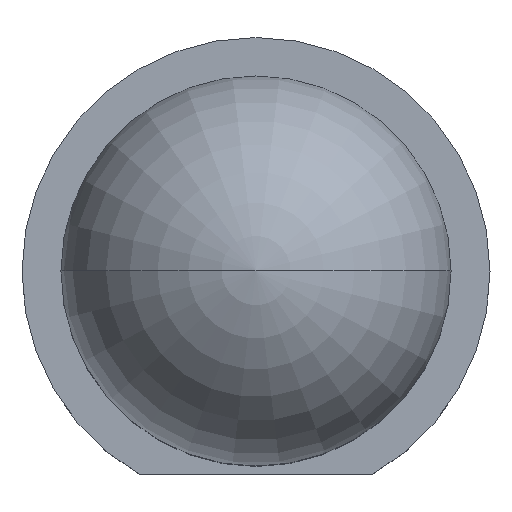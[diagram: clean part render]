
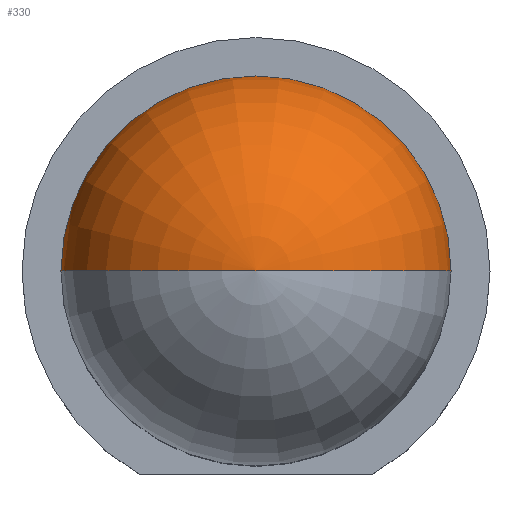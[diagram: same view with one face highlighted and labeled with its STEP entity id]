
A CAD part, top view. The second image highlights one B-rep face of the part: STEP entity #330.
In plain terms, the highlighted toroidal (fillet/blend) face has major radius 0.2 mm and minor radius 2.7 mm.
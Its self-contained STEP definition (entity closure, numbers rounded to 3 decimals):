
#50 = EDGE_LOOP ( 'NONE', ( #787, #1207, #1486 ) ) ;
#102 = FACE_OUTER_BOUND ( 'NONE', #50, .T. ) ;
#165 = AXIS2_PLACEMENT_3D ( 'NONE', #1607, #523, #508 ) ;
#313 = VERTEX_POINT ( 'NONE', #999 ) ;
#330 = ADVANCED_FACE ( 'NONE', ( #102 ), #474, .T. ) ;
#382 = EDGE_CURVE ( 'NONE', #1163, #1211, #990, .T. ) ;
#433 = CARTESIAN_POINT ( 'NONE',  ( -2.5, 0., 5.3 ) ) ;
#474 = TOROIDAL_SURFACE ( 'NONE', #704, -0.2, 2.7 ) ;
#508 = DIRECTION ( 'NONE',  ( 1., 0., 0. ) ) ;
#523 = DIRECTION ( 'NONE',  ( 0., 0., -1. ) ) ;
#582 = CARTESIAN_POINT ( 'NONE',  ( 0.2, 0., 5.3 ) ) ;
#704 = AXIS2_PLACEMENT_3D ( 'NONE', #1156, #1792, #1970 ) ;
#787 = ORIENTED_EDGE ( 'NONE', *, *, #863, .F. ) ;
#863 = EDGE_CURVE ( 'NONE', #1163, #313, #1475, .T. ) ;
#899 = AXIS2_PLACEMENT_3D ( 'NONE', #582, #2003, #2013 ) ;
#924 = DIRECTION ( 'NONE',  ( 0., 0., -1. ) ) ;
#990 = CIRCLE ( 'NONE', #899, 2.7 ) ;
#999 = CARTESIAN_POINT ( 'NONE',  ( 2.5, 0., 5.3 ) ) ;
#1156 = CARTESIAN_POINT ( 'NONE',  ( 0., 0., 5.3 ) ) ;
#1163 = VERTEX_POINT ( 'NONE', #433 ) ;
#1207 = ORIENTED_EDGE ( 'NONE', *, *, #382, .T. ) ;
#1211 = VERTEX_POINT ( 'NONE', #1515 ) ;
#1242 = CIRCLE ( 'NONE', #1310, 2.7 ) ;
#1310 = AXIS2_PLACEMENT_3D ( 'NONE', #1416, #1739, #924 ) ;
#1416 = CARTESIAN_POINT ( 'NONE',  ( -0.2, 0., 5.3 ) ) ;
#1475 = CIRCLE ( 'NONE', #165, 2.5 ) ;
#1486 = ORIENTED_EDGE ( 'NONE', *, *, #1559, .F. ) ;
#1515 = CARTESIAN_POINT ( 'NONE',  ( 0., 0., 7.993 ) ) ;
#1559 = EDGE_CURVE ( 'NONE', #313, #1211, #1242, .T. ) ;
#1607 = CARTESIAN_POINT ( 'NONE',  ( 0., 0., 5.3 ) ) ;
#1739 = DIRECTION ( 'NONE',  ( 0., -1., 0. ) ) ;
#1792 = DIRECTION ( 'NONE',  ( 0., 0., 1. ) ) ;
#1970 = DIRECTION ( 'NONE',  ( 1., 0., 0. ) ) ;
#2003 = DIRECTION ( 'NONE',  ( 0., 1., 0. ) ) ;
#2013 = DIRECTION ( 'NONE',  ( -1., 0., 0. ) ) ;
